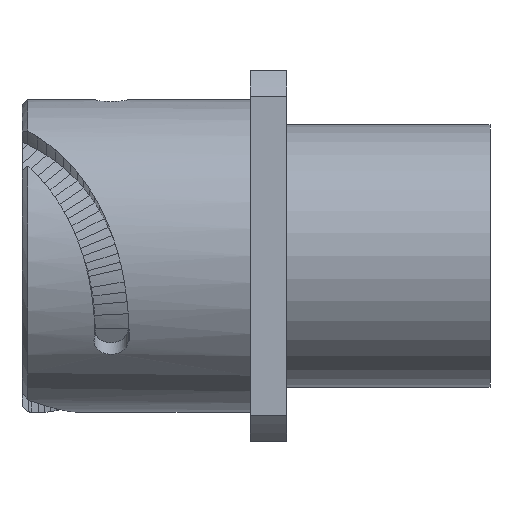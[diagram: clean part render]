
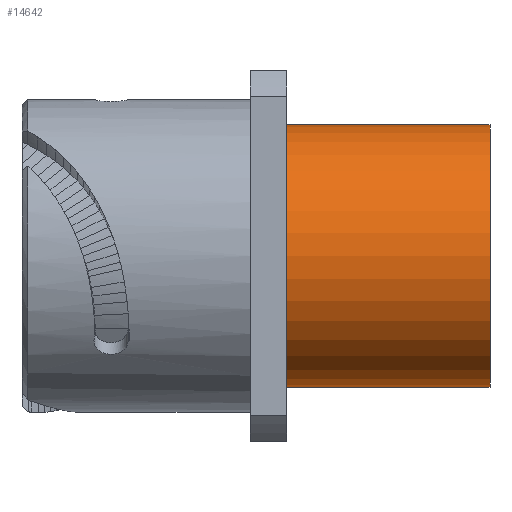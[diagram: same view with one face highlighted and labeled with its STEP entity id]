
A CAD part, top view. The second image highlights one B-rep face of the part: STEP entity #14642.
In plain terms, the highlighted cylindrical face has radius 11.5 mm (diameter 23 mm), a partial arc.
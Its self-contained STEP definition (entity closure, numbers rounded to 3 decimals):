
#3497=CARTESIAN_POINT('',(23.2,0.,0.));
#3498=DIRECTION('',(1.,0.,0.));
#3499=DIRECTION('',(0.,1.,0.));
#3500=AXIS2_PLACEMENT_3D('',#3497,#3498,#3499);
#3679=CARTESIAN_POINT('',(41.,0.,0.));
#3680=DIRECTION('',(1.,0.,0.));
#3681=DIRECTION('',(0.,1.,0.));
#3682=AXIS2_PLACEMENT_3D('',#3679,#3680,#3681);
#3684=DIRECTION('',(-1.,0.,0.));
#3685=VECTOR('',#3684,17.8);
#3686=CARTESIAN_POINT('',(41.,11.5,0.));
#3687=LINE('627',#3686,#3685);
#3688=DIRECTION('',(-1.,0.,0.));
#3689=VECTOR('',#3688,17.8);
#3690=CARTESIAN_POINT('',(41.,-11.5,0.));
#3691=LINE('628',#3690,#3689);
#5373=CARTESIAN_POINT('',(41.,11.5,0.));
#5374=CARTESIAN_POINT('',(23.2,11.5,0.));
#5375=VERTEX_POINT('',#5373);
#5376=VERTEX_POINT('',#5374);
#5377=CARTESIAN_POINT('',(41.,-11.5,0.));
#5378=CARTESIAN_POINT('',(23.2,-11.5,0.));
#5379=VERTEX_POINT('',#5377);
#5380=VERTEX_POINT('',#5378);
#14628=CARTESIAN_POINT('',(-2.05,0.,0.));
#14629=DIRECTION('',(1.,0.,0.));
#14630=DIRECTION('',(0.,-1.,0.));
#14631=AXIS2_PLACEMENT_3D('',#14628,#14629,#14630);
#14632=CYLINDRICAL_SURFACE('247',#14631,11.5);
#14634=ORIENTED_EDGE('627',*,*,#14633,.F.);
#14636=ORIENTED_EDGE('629',*,*,#14635,.T.);
#14638=ORIENTED_EDGE('628',*,*,#14637,.T.);
#14639=ORIENTED_EDGE('1198',*,*,#14451,.F.);
#14640=EDGE_LOOP('247',(#14634,#14636,#14638,#14639));
#14641=FACE_OUTER_BOUND('247',#14640,.F.);
#3501=CIRCLE('1198',#3500,11.5);
#3683=CIRCLE('629',#3682,11.5);
#14451=EDGE_CURVE('1198',#5376,#5380,#3501,.T.);
#14633=EDGE_CURVE('627',#5375,#5376,#3687,.T.);
#14635=EDGE_CURVE('629',#5375,#5379,#3683,.T.);
#14637=EDGE_CURVE('628',#5379,#5380,#3691,.T.);
#14642=ADVANCED_FACE('247',(#14641),#14632,.T.);
